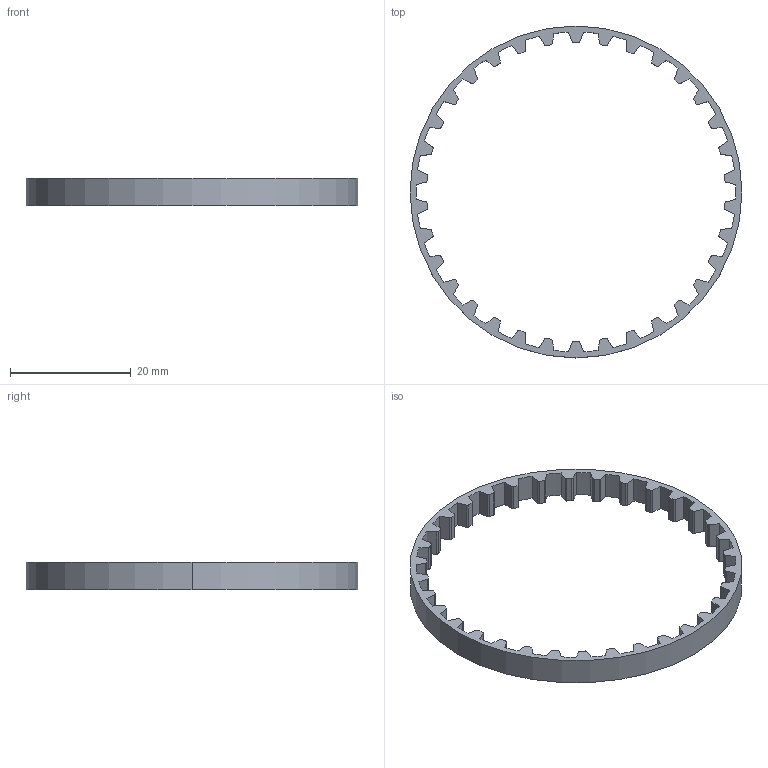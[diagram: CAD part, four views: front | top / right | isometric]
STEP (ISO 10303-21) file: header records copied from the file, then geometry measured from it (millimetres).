
FILE_DESCRIPTION (( 'STEP AP203' ), '1' );
FILE_NAME ('18.) Drive Belt 4.0.STEP', '2023-09-21T20:17:13', ( '' ), ( '' ), 'SwSTEP 2.0', 'SolidWorks 2023', '' );
FILE_SCHEMA (( 'CONFIG_CONTROL_DESIGN' ));
Length unit declared in the file: millimetre
Products named in the file (1): 18.) Drive Belt 4.0
Bounding box: 55 x 55 x 4.5 mm (x, y, z)
Volume: 1253.4 mm3; surface area: 2436.5 mm2
Topology: 1 solids, 1 shells, 223 faces, 663 edges, 442 vertices
Faces by surface type: cylinder 119, plane 104
Entity records: 7636 total; most frequent: DIRECTION 1349, CARTESIAN_POINT 1329, ORIENTED_EDGE 1326, EDGE_CURVE 663, AXIS2_PLACEMENT_3D 462, VERTEX_POINT 442, VECTOR 425, LINE 425
